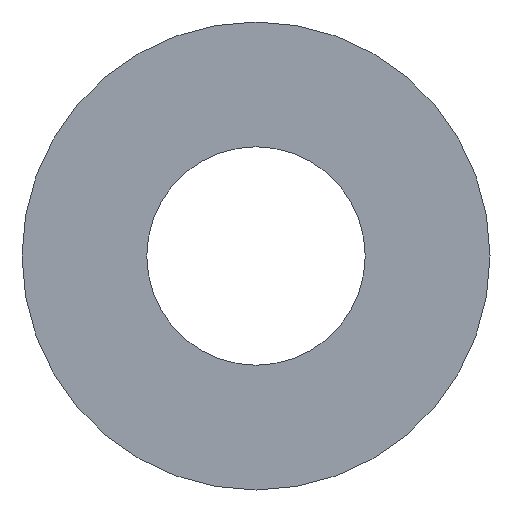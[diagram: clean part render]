
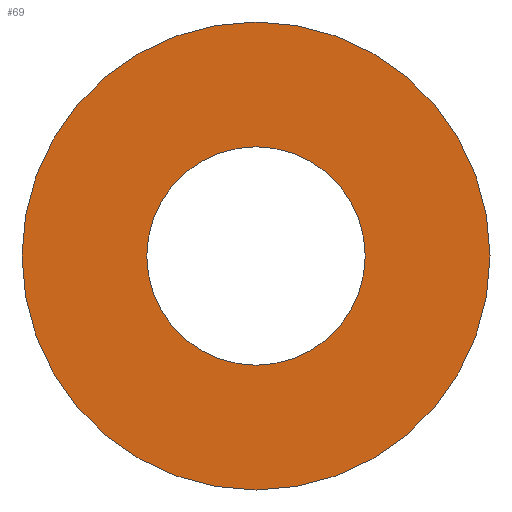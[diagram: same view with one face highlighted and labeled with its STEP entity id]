
A CAD part, front view. The second image highlights one B-rep face of the part: STEP entity #69.
In plain terms, the highlighted planar face has unit normal (0, -1, 0).
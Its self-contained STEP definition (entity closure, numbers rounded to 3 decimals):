
#3 = CIRCLE ( 'NONE', #108, 15. ) ;
#4 = EDGE_CURVE ( 'NONE', #107, #41, #43, .T. ) ;
#6 = DIRECTION ( 'NONE',  ( 0., 0., 1. ) ) ;
#8 = EDGE_CURVE ( 'NONE', #41, #107, #3, .T. ) ;
#12 = CARTESIAN_POINT ( 'NONE',  ( 0., 0., -7. ) ) ;
#29 = DIRECTION ( 'NONE',  ( 0., 1., 0. ) ) ;
#30 = EDGE_CURVE ( 'NONE', #126, #187, #211, .T. ) ;
#33 = CARTESIAN_POINT ( 'NONE',  ( 0., 0., 0. ) ) ;
#36 = DIRECTION ( 'NONE',  ( 0., 1., 0. ) ) ;
#41 = VERTEX_POINT ( 'NONE', #48 ) ;
#43 = CIRCLE ( 'NONE', #201, 15. ) ;
#48 = CARTESIAN_POINT ( 'NONE',  ( 0., 0., 15. ) ) ;
#51 = DIRECTION ( 'NONE',  ( 0., 1., 0. ) ) ;
#55 = EDGE_LOOP ( 'NONE', ( #127, #131 ) ) ;
#58 = EDGE_CURVE ( 'NONE', #187, #126, #135, .T. ) ;
#59 = DIRECTION ( 'NONE',  ( 0., 1., 0. ) ) ;
#63 = ORIENTED_EDGE ( 'NONE', *, *, #58, .T. ) ;
#66 = DIRECTION ( 'NONE',  ( 0., 0., 1. ) ) ;
#69 = ADVANCED_FACE ( 'NONE', ( #158, #191 ), #198, .F. ) ;
#77 = CARTESIAN_POINT ( 'NONE',  ( 0., 0., 0. ) ) ;
#90 = DIRECTION ( 'NONE',  ( 0., 0., 1. ) ) ;
#107 = VERTEX_POINT ( 'NONE', #213 ) ;
#108 = AXIS2_PLACEMENT_3D ( 'NONE', #110, #29, #6 ) ;
#110 = CARTESIAN_POINT ( 'NONE',  ( 0., 0., 0. ) ) ;
#117 = CARTESIAN_POINT ( 'NONE',  ( 0., 0., 0. ) ) ;
#126 = VERTEX_POINT ( 'NONE', #12 ) ;
#127 = ORIENTED_EDGE ( 'NONE', *, *, #4, .F. ) ;
#131 = ORIENTED_EDGE ( 'NONE', *, *, #8, .F. ) ;
#134 = CARTESIAN_POINT ( 'NONE',  ( 0., 0., 7. ) ) ;
#135 = CIRCLE ( 'NONE', #178, 7. ) ;
#144 = ORIENTED_EDGE ( 'NONE', *, *, #30, .T. ) ;
#147 = AXIS2_PLACEMENT_3D ( 'NONE', #77, #51, #163 ) ;
#158 = FACE_OUTER_BOUND ( 'NONE', #55, .T. ) ;
#163 = DIRECTION ( 'NONE',  ( 0., 0., 1. ) ) ;
#169 = AXIS2_PLACEMENT_3D ( 'NONE', #117, #36, #66 ) ;
#178 = AXIS2_PLACEMENT_3D ( 'NONE', #33, #210, #208 ) ;
#187 = VERTEX_POINT ( 'NONE', #134 ) ;
#191 = FACE_BOUND ( 'NONE', #202, .T. ) ;
#198 = PLANE ( 'NONE',  #169 ) ;
#201 = AXIS2_PLACEMENT_3D ( 'NONE', #206, #59, #90 ) ;
#202 = EDGE_LOOP ( 'NONE', ( #144, #63 ) ) ;
#206 = CARTESIAN_POINT ( 'NONE',  ( 0., 0., 0. ) ) ;
#208 = DIRECTION ( 'NONE',  ( 0., 0., 1. ) ) ;
#210 = DIRECTION ( 'NONE',  ( 0., 1., 0. ) ) ;
#211 = CIRCLE ( 'NONE', #147, 7. ) ;
#213 = CARTESIAN_POINT ( 'NONE',  ( 0., 0., -15. ) ) ;
